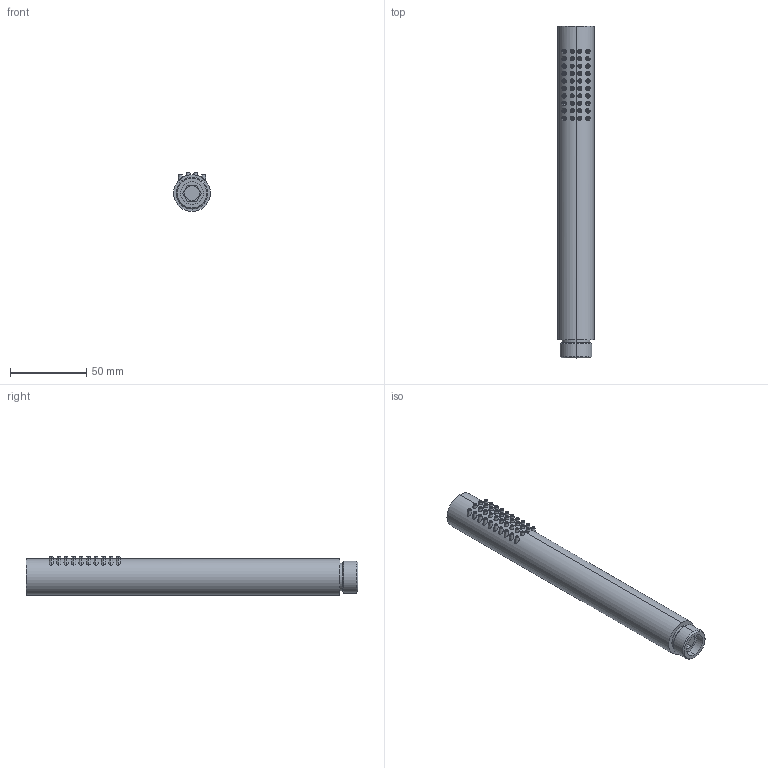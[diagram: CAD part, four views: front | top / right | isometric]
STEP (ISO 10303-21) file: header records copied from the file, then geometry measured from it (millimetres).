
FILE_DESCRIPTION (( 'STEP AP203' ), '1' );
FILE_NAME ('99ZP02151.STEP', '2024-01-18T09:33:50', ( '' ), ( '' ), 'SwSTEP 2.0', 'SolidWorks 2021', '' );
FILE_SCHEMA (( 'CONFIG_CONTROL_DESIGN' ));
Length unit declared in the file: millimetre
Products named in the file (1): 99ZP02151
Bounding box: 24 x 217 x 25.5 mm (x, y, z)
Volume: 81506.5 mm3; surface area: 24146 mm2
Topology: 1 solids, 1 shells, 267 faces, 536 edges, 356 vertices
Faces by surface type: cone 164, plane 53, cylinder 50
Entity records: 11139 total; most frequent: CARTESIAN_POINT 5580, DIRECTION 1096, ORIENTED_EDGE 1072, EDGE_CURVE 536, AXIS2_PLACEMENT_3D 452, VERTEX_POINT 356, EDGE_LOOP 352, FACE_OUTER_BOUND 267
